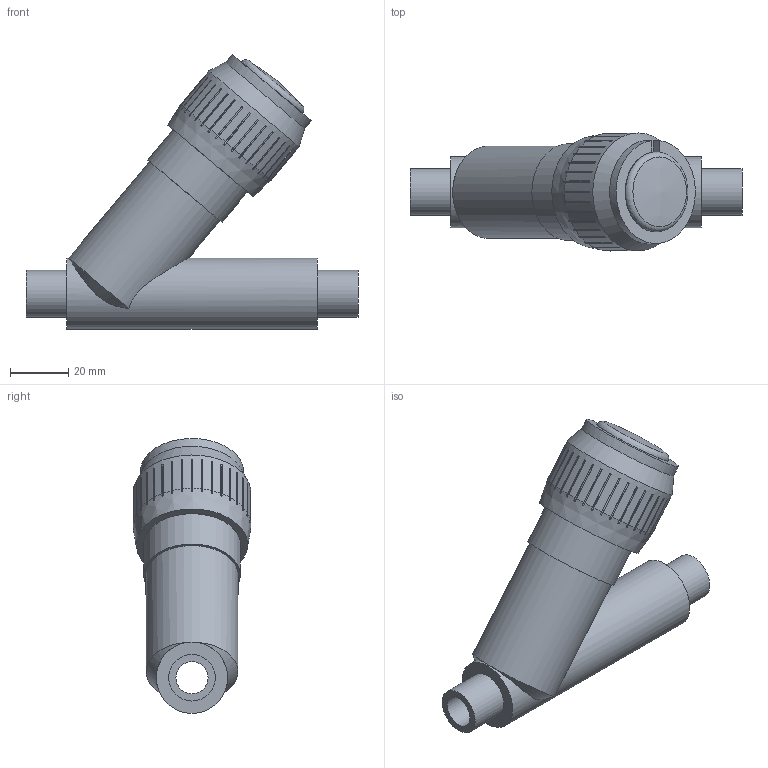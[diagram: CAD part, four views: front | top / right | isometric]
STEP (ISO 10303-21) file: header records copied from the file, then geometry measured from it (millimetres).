
FILE_DESCRIPTION(/* description */ (''),/* implementation_level */ '2;1');
FILE_NAME(/* name */ 'VRDV016E.iam.stp',/* time_stamp */ '2013-10-01T10:41:36+02:00',/* author */ ('bfaro'),/* organization */ (''),/* preprocessor_version */ 'ST-DEVELOPER v15.2',/* originating_system */ 'Autodesk Inventor 2014',/* authorisation */ '');
FILE_SCHEMA (('AUTOMOTIVE_DESIGN { 1 0 10303 214 3 1 1 }'));
Length unit declared in the file: millimetre
Products named in the file (3): cassa RVD-V 16; CoperchioRV 16-20; VRDV016E
Bounding box: 114 x 40.5 x 94.38 mm (x, y, z)
Volume: 96646.3 mm3; surface area: 28247.2 mm2
Topology: 2 solids, 2 shells, 174 faces, 495 edges, 329 vertices
Faces by surface type: plane 121, cylinder 47, cone 4, sphere 1, torus 1
Full cylindrical faces by diameter (mm): 11 x1, 16 x2, 21 x1, 24.5 x1, 27.4 x1, 31.6 x1, 33.249 x1, 40.5 x1
Entity records: 5719 total; most frequent: CARTESIAN_POINT 1237, ORIENTED_EDGE 946, DIRECTION 936, EDGE_CURVE 473, AXIS2_PLACEMENT_3D 348, VERTEX_POINT 320, LINE 240, VECTOR 240
